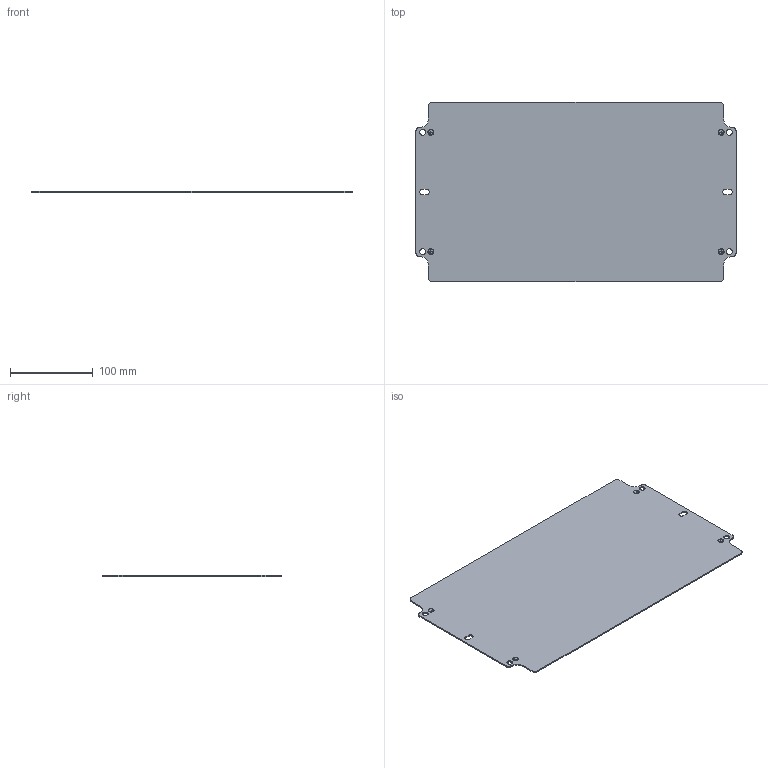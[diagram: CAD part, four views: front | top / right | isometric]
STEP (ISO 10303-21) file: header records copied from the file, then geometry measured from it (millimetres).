
FILE_DESCRIPTION (( 'STEP AP214' ), '1' );
FILE_NAME ('2370-4023-00-62.step', '2024-02-27T11:07:38', ( '' ), ( '' ), 'SwSTEP 2.0', 'SolidWorks 2019', '' );
FILE_SCHEMA (( 'AUTOMOTIVE_DESIGN' ));
Length unit declared in the file: millimetre
Products named in the file (1): 2370-4023-00-62
Bounding box: 386 x 216 x 1.5 mm (x, y, z)
Volume: 121962.8 mm3; surface area: 165013.9 mm2
Topology: 1 solids, 1 shells, 148 faces, 450 edges, 300 vertices
Faces by surface type: plane 106, cylinder 42
Entity records: 5188 total; most frequent: ORIENTED_EDGE 900, CARTESIAN_POINT 899, DIRECTION 864, EDGE_CURVE 450, VECTOR 334, LINE 334, VERTEX_POINT 300, AXIS2_PLACEMENT_3D 265
